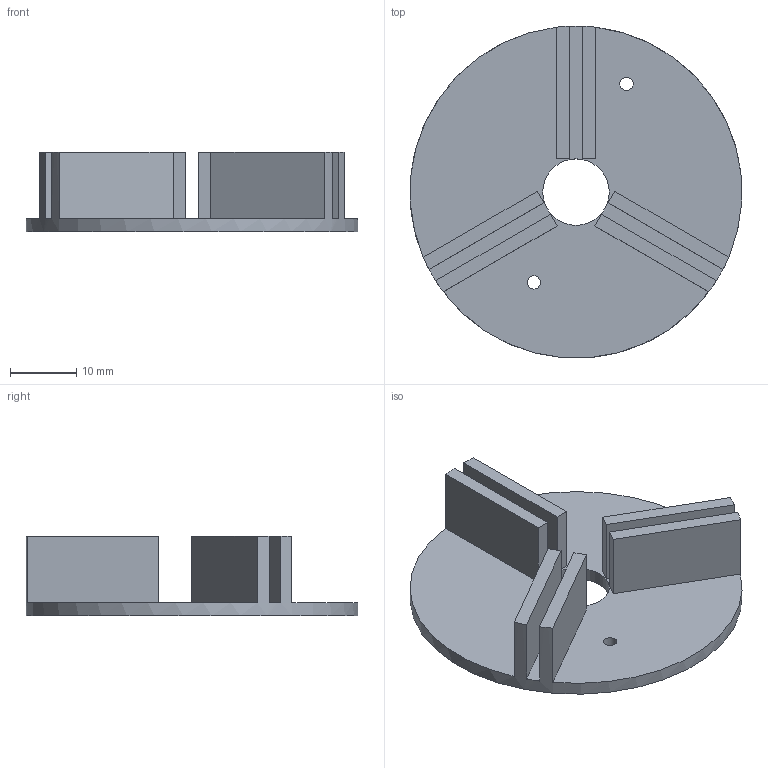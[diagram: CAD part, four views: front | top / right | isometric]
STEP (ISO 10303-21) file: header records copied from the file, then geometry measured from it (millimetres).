
FILE_DESCRIPTION(/* description */ (''),/* implementation_level */ '2;1');
FILE_NAME(/* name */ 'Halter 001.stp',/* time_stamp */ '2017-05-03T17:25:50+02:00',/* author */ ('Catweazle'),/* organization */ (''),/* preprocessor_version */ 'ST-DEVELOPER v16.5',/* originating_system */ 'Autodesk Inventor 2017',/* authorisation */ '');
FILE_SCHEMA (('AUTOMOTIVE_DESIGN { 1 0 10303 214 3 1 1 }'));
Length unit declared in the file: millimetre
Products named in the file (1): Halter
Bounding box: 49.93 x 49.96 x 12 mm (x, y, z)
Volume: 6146.9 mm3; surface area: 6787.8 mm2
Topology: 1 solids, 1 shells, 30 faces, 83 edges, 55 vertices
Faces by surface type: plane 26, cylinder 4
Full cylindrical faces by diameter (mm): 2 x2, 10 x1, 50 x1
Entity records: 974 total; most frequent: CARTESIAN_POINT 165, DIRECTION 160, ORIENTED_EDGE 158, EDGE_CURVE 79, LINE 60, VECTOR 60, VERTEX_POINT 55, AXIS2_PLACEMENT_3D 50
